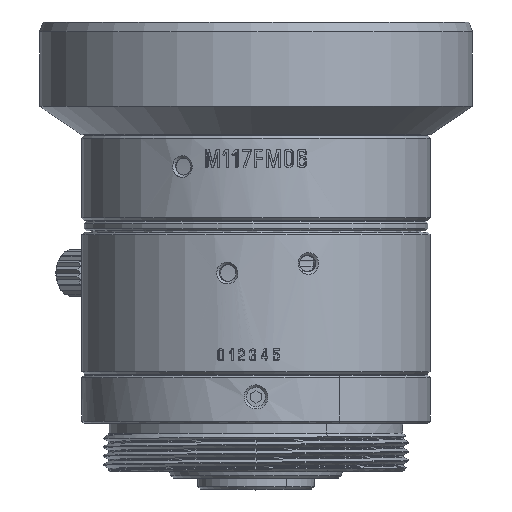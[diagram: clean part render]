
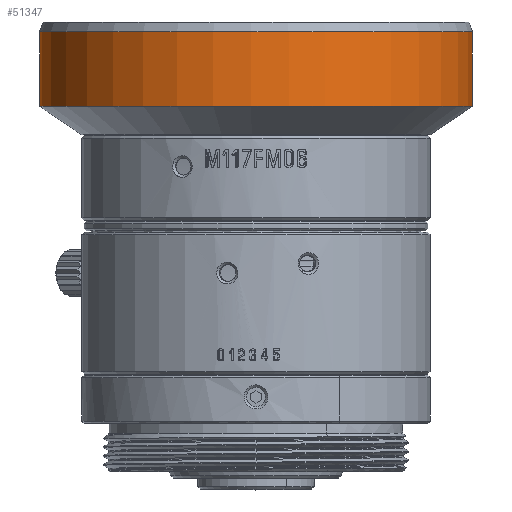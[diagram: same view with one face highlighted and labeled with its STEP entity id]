
A CAD part, front view. The second image highlights one B-rep face of the part: STEP entity #51347.
In plain terms, the highlighted cylindrical face has radius 18 mm (diameter 36 mm), a partial arc.
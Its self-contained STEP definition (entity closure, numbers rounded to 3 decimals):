
#51259=CARTESIAN_POINT('Vertex',(-17.995,0.425,43.896)) ;
#51266=CARTESIAN_POINT('Vertex',(17.995,-0.425,43.896)) ;
#51281=CARTESIAN_POINT('Axis2P3D Location',(0.,0.,43.896)) ;
#51293=CARTESIAN_POINT('Axis2P3D Location',(0.,0.,45.146)) ;
#51298=CARTESIAN_POINT('Line Origine',(-17.995,0.425,45.146)) ;
#51302=CARTESIAN_POINT('Vertex',(-17.995,0.425,50.072)) ;
#51321=CARTESIAN_POINT('Vertex',(17.995,-0.425,50.072)) ;
#51324=CARTESIAN_POINT('Line Origine',(17.995,-0.425,45.146)) ;
#51336=CARTESIAN_POINT('Axis2P3D Location',(0.,0.,50.072)) ;
#51282=DIRECTION('Axis2P3D Direction',(-0.,0.,1.)) ;
#51294=DIRECTION('Axis2P3D Direction',(-0.,0.,1.)) ;
#51295=DIRECTION('Axis2P3D XDirection',(1.,-0.024,0.)) ;
#51299=DIRECTION('Vector Direction',(0.,0.,1.)) ;
#51325=DIRECTION('Vector Direction',(0.,0.,1.)) ;
#51337=DIRECTION('Axis2P3D Direction',(-0.,0.,1.)) ;
#51283=AXIS2_PLACEMENT_3D('Circle Axis2P3D',#51281,#51282,$) ;
#51296=AXIS2_PLACEMENT_3D('Cylinder Axis2P3D',#51293,#51294,#51295) ;
#51338=AXIS2_PLACEMENT_3D('Circle Axis2P3D',#51336,#51337,$) ;
#51342=ORIENTED_EDGE('',*,*,#51328,.T.) ;
#51343=ORIENTED_EDGE('',*,*,#51340,.F.) ;
#51344=ORIENTED_EDGE('',*,*,#51304,.F.) ;
#51345=ORIENTED_EDGE('',*,*,#51285,.T.) ;
#51300=VECTOR('Line Direction',#51299,1.) ;
#51326=VECTOR('Line Direction',#51325,1.) ;
#51347=ADVANCED_FACE('EEC01E0000',(#51346),#51297,.T.) ;
#51284=CIRCLE('generated circle',#51283,18.) ;
#51339=CIRCLE('generated circle',#51338,18.) ;
#51297=CYLINDRICAL_SURFACE('generated cylinder',#51296,18.) ;
#51285=EDGE_CURVE('',#51260,#51267,#51284,.T.) ;
#51304=EDGE_CURVE('',#51260,#51303,#51301,.T.) ;
#51328=EDGE_CURVE('',#51267,#51322,#51327,.T.) ;
#51340=EDGE_CURVE('',#51303,#51322,#51339,.T.) ;
#51341=EDGE_LOOP('',(#51342,#51343,#51344,#51345)) ;
#51346=FACE_OUTER_BOUND('',#51341,.T.) ;
#51301=LINE('Line',#51298,#51300) ;
#51327=LINE('Line',#51324,#51326) ;
#51260=VERTEX_POINT('',#51259) ;
#51267=VERTEX_POINT('',#51266) ;
#51303=VERTEX_POINT('',#51302) ;
#51322=VERTEX_POINT('',#51321) ;
